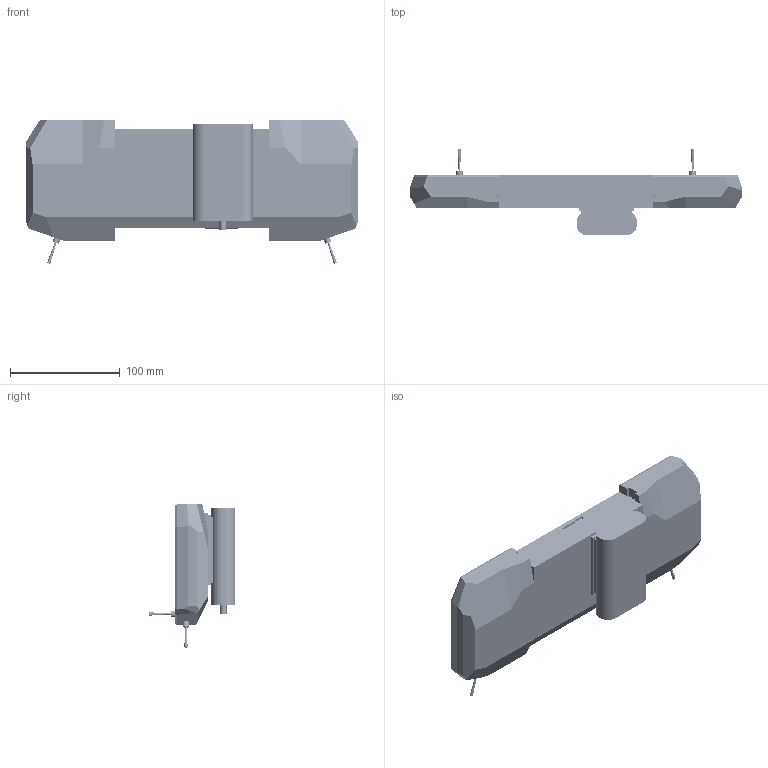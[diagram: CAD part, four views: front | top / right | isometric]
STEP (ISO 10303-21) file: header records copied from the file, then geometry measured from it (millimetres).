
FILE_DESCRIPTION (( 'STEP AP214' ), '1' );
FILE_NAME ('KexT16TX.STEP', '2021-02-27T13:21:26', ( '' ), ( '' ), 'SwSTEP 2.0', 'SolidWorks 2016', '' );
FILE_SCHEMA (( 'AUTOMOTIVE_DESIGN' ));
Length unit declared in the file: millimetre
Products named in the file (22): Switch 25mm; 18650; TRail; TRailSlider; SelectorTX16S; HandleLtop; Main2; Main body; Crossfire; LCDT16; HandleL; HandleR2; ShellL; DIN 7991 M3?20; KexT16Main; ShellR2; LcdFrame; DIN 7991 M3?10; TRailSliderR; HandleRtop; T16Mainboard; KexT16TX
Assembly tree (36 placements, depth 3):
  KexT16TX
    KexT16Main
      Main body
      Main2
      Crossfire
      T16Mainboard
      LCDT16
      LcdFrame
      DIN 7991 M3?20  x4
      18650  x2
      TRailSlider
      TRailSliderR
      SelectorTX16S
    HandleL
      ShellL
      HandleLtop
      Switch 25mm  x2
      TRail
      DIN 7991 M3?10  x4
    HandleR2
      Switch 25mm  x2
      TRail
      ShellR2
      HandleRtop
      DIN 7991 M3?10  x4
Bounding box: 302.7 x 79 x 130.78 mm (x, y, z)
Volume: 476988.2 mm3; surface area: 261798.9 mm2
Topology: 33 solids, 33 shells, 1925 faces, 5175 edges, 3370 vertices
Faces by surface type: cylinder 944, plane 813, torus 66, cone 56, bspline 36, sphere 10
Entity records: 39224 total; most frequent: CARTESIAN_POINT 12910, ORIENTED_EDGE 5430, DIRECTION 5085, EDGE_CURVE 2715, LINE 1887, VECTOR 1887, VERTEX_POINT 1766, AXIS2_PLACEMENT_3D 1599
